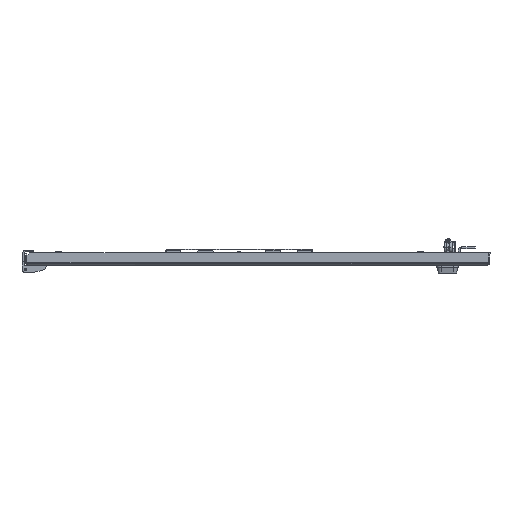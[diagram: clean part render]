
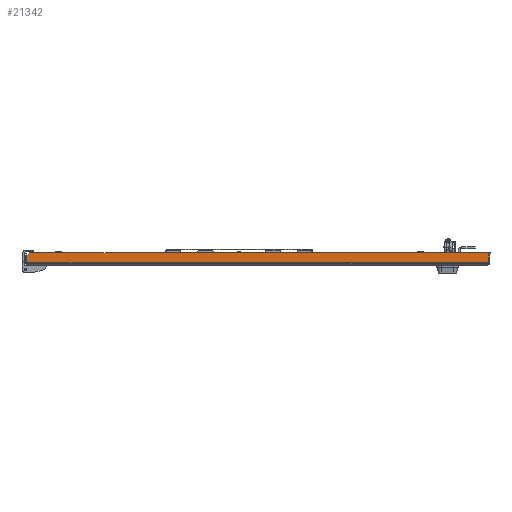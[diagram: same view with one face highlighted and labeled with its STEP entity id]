
A CAD part, left-side view. The second image highlights one B-rep face of the part: STEP entity #21342.
In plain terms, the highlighted planar face has unit normal (-1, 0, 0).
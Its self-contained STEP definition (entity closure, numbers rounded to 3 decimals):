
#1666 = VECTOR ( 'NONE', #8654, 1000. ) ;
#2050 = VERTEX_POINT ( 'NONE', #5924 ) ;
#2979 = CARTESIAN_POINT ( 'NONE',  ( 0., -7.141, 19. ) ) ;
#3721 = PLANE ( 'NONE',  #10653 ) ;
#4396 = LINE ( 'NONE', #5099, #29315 ) ;
#4553 = EDGE_CURVE ( 'NONE', #23144, #28714, #17387, .T. ) ;
#5099 = CARTESIAN_POINT ( 'NONE',  ( 0., 0., 19. ) ) ;
#5495 = EDGE_LOOP ( 'NONE', ( #16741, #14974, #13009, #16201, #9479 ) ) ;
#5924 = CARTESIAN_POINT ( 'NONE',  ( 0., -2.141, 14. ) ) ;
#6371 = EDGE_CURVE ( 'NONE', #28714, #2050, #32811, .T. ) ;
#7052 = LINE ( 'NONE', #28898, #29626 ) ;
#7134 = VECTOR ( 'NONE', #17217, 1000. ) ;
#8654 = DIRECTION ( 'NONE',  ( 0., 0., 1. ) ) ;
#8990 = CARTESIAN_POINT ( 'NONE',  ( 0., -2.141, 2.7 ) ) ;
#9479 = ORIENTED_EDGE ( 'NONE', *, *, #16017, .T. ) ;
#9544 = FACE_OUTER_BOUND ( 'NONE', #5495, .T. ) ;
#9876 = DIRECTION ( 'NONE',  ( 0., 1., 0. ) ) ;
#10653 = AXIS2_PLACEMENT_3D ( 'NONE', #11858, #22725, #28586 ) ;
#11309 = CARTESIAN_POINT ( 'NONE',  ( 0., -2.141, 14. ) ) ;
#11858 = CARTESIAN_POINT ( 'NONE',  ( 0., 0., 0. ) ) ;
#13009 = ORIENTED_EDGE ( 'NONE', *, *, #6371, .F. ) ;
#14698 = CARTESIAN_POINT ( 'NONE',  ( 0., 0., 2.7 ) ) ;
#14974 = ORIENTED_EDGE ( 'NONE', *, *, #21532, .T. ) ;
#15200 = VECTOR ( 'NONE', #24491, 1000. ) ;
#16017 = EDGE_CURVE ( 'NONE', #23144, #24214, #7052, .T. ) ;
#16201 = ORIENTED_EDGE ( 'NONE', *, *, #4553, .F. ) ;
#16741 = ORIENTED_EDGE ( 'NONE', *, *, #31501, .T. ) ;
#17217 = DIRECTION ( 'NONE',  ( 0., 1., 0. ) ) ;
#17387 = LINE ( 'NONE', #14698, #7134 ) ;
#20962 = CARTESIAN_POINT ( 'NONE',  ( 0., -789.359, 19. ) ) ;
#21342 = ADVANCED_FACE ( 'NONE', ( #9544 ), #3721, .F. ) ;
#21532 = EDGE_CURVE ( 'NONE', #25758, #2050, #24147, .T. ) ;
#22725 = DIRECTION ( 'NONE',  ( 1., 0., 0. ) ) ;
#23144 = VERTEX_POINT ( 'NONE', #28039 ) ;
#24147 = LINE ( 'NONE', #11309, #15200 ) ;
#24214 = VERTEX_POINT ( 'NONE', #20962 ) ;
#24491 = DIRECTION ( 'NONE',  ( 0., 0.707, -0.707 ) ) ;
#25758 = VERTEX_POINT ( 'NONE', #2979 ) ;
#27915 = CARTESIAN_POINT ( 'NONE',  ( 0., -2.141, 2.7 ) ) ;
#28039 = CARTESIAN_POINT ( 'NONE',  ( 0., -789.359, 2.7 ) ) ;
#28586 = DIRECTION ( 'NONE',  ( 0., 0., -1. ) ) ;
#28714 = VERTEX_POINT ( 'NONE', #27915 ) ;
#28898 = CARTESIAN_POINT ( 'NONE',  ( 0., -789.359, 2.7 ) ) ;
#29315 = VECTOR ( 'NONE', #9876, 1000. ) ;
#29626 = VECTOR ( 'NONE', #34225, 1000. ) ;
#31501 = EDGE_CURVE ( 'NONE', #24214, #25758, #4396, .T. ) ;
#32811 = LINE ( 'NONE', #8990, #1666 ) ;
#34225 = DIRECTION ( 'NONE',  ( 0., 0., 1. ) ) ;
